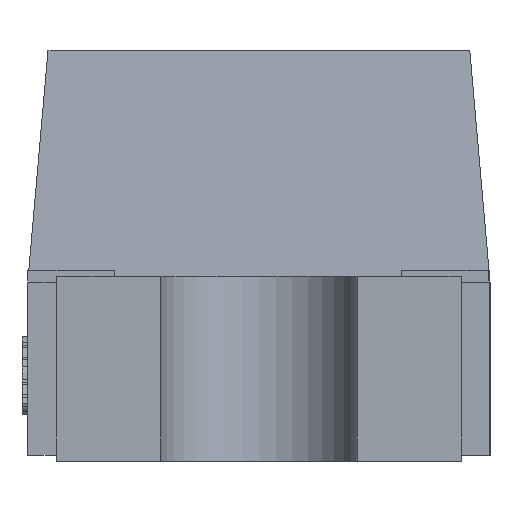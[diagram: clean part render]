
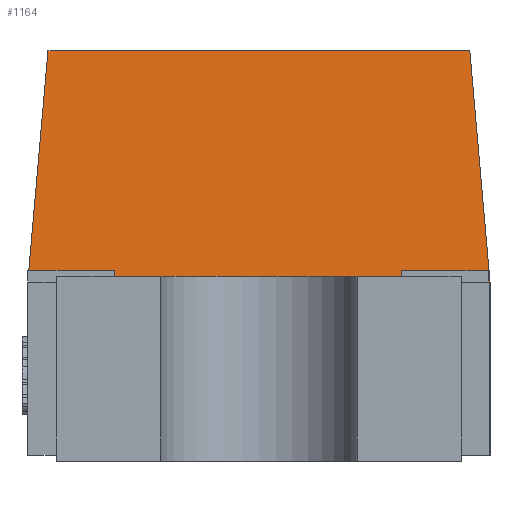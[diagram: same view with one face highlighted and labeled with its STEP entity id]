
A CAD part, left-side view. The second image highlights one B-rep face of the part: STEP entity #1164.
In plain terms, the highlighted planar face has unit normal (-0.996, 0, 0.087).
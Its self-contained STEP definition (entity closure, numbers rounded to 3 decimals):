
#211 = FACE_OUTER_BOUND ( 'NONE', #9932, .T. ) ;
#336 = CARTESIAN_POINT ( 'NONE',  ( -0.55, 0.4, 0.3 ) ) ;
#428 = CARTESIAN_POINT ( 'NONE',  ( -0.515, -0.365, 0.7 ) ) ;
#719 = CARTESIAN_POINT ( 'NONE',  ( -0.515, 0.365, 0.7 ) ) ;
#839 = DIRECTION ( 'NONE',  ( 0., -1., 0. ) ) ;
#875 = EDGE_CURVE ( 'NONE', #6479, #11864, #15145, .T. ) ;
#1164 = ADVANCED_FACE ( 'NONE', ( #211 ), #2024, .T. ) ;
#2024 = PLANE ( 'NONE',  #11467 ) ;
#2863 = DIRECTION ( 'NONE',  ( -0.087, 0.087, -0.992 ) ) ;
#3028 = CARTESIAN_POINT ( 'NONE',  ( -0.55, -0.4, 0.3 ) ) ;
#3363 = DIRECTION ( 'NONE',  ( 0.087, 0., 0.996 ) ) ;
#4317 = CARTESIAN_POINT ( 'NONE',  ( -0.515, 0.4, 0.7 ) ) ;
#4532 = DIRECTION ( 'NONE',  ( 0., -1., 0. ) ) ;
#4636 = DIRECTION ( 'NONE',  ( -0.996, 0., 0.087 ) ) ;
#4821 = ORIENTED_EDGE ( 'NONE', *, *, #8445, .F. ) ;
#4828 = EDGE_CURVE ( 'NONE', #7653, #6422, #13651, .T. ) ;
#5567 = DIRECTION ( 'NONE',  ( -0.087, -0.087, -0.992 ) ) ;
#6320 = LINE ( 'NONE', #336, #7628 ) ;
#6422 = VERTEX_POINT ( 'NONE', #428 ) ;
#6479 = VERTEX_POINT ( 'NONE', #11547 ) ;
#7628 = VECTOR ( 'NONE', #2863, 1000. ) ;
#7653 = VERTEX_POINT ( 'NONE', #719 ) ;
#8279 = ORIENTED_EDGE ( 'NONE', *, *, #9195, .T. ) ;
#8445 = EDGE_CURVE ( 'NONE', #6422, #11864, #13867, .T. ) ;
#8580 = VECTOR ( 'NONE', #839, 1000. ) ;
#8947 = VECTOR ( 'NONE', #5567, 1000. ) ;
#9144 = CARTESIAN_POINT ( 'NONE',  ( -0.55, 0.4, 0.3 ) ) ;
#9195 = EDGE_CURVE ( 'NONE', #7653, #6479, #6320, .T. ) ;
#9932 = EDGE_LOOP ( 'NONE', ( #14452, #4821, #14460, #8279 ) ) ;
#11467 = AXIS2_PLACEMENT_3D ( 'NONE', #9144, #4636, #3363 ) ;
#11547 = CARTESIAN_POINT ( 'NONE',  ( -0.55, 0.4, 0.3 ) ) ;
#11773 = CARTESIAN_POINT ( 'NONE',  ( -0.55, -0.4, 0.3 ) ) ;
#11864 = VERTEX_POINT ( 'NONE', #11773 ) ;
#13651 = LINE ( 'NONE', #4317, #8580 ) ;
#13867 = LINE ( 'NONE', #3028, #8947 ) ;
#14013 = CARTESIAN_POINT ( 'NONE',  ( -0.55, 0.4, 0.3 ) ) ;
#14452 = ORIENTED_EDGE ( 'NONE', *, *, #875, .T. ) ;
#14460 = ORIENTED_EDGE ( 'NONE', *, *, #4828, .F. ) ;
#14543 = VECTOR ( 'NONE', #4532, 1000. ) ;
#15145 = LINE ( 'NONE', #14013, #14543 ) ;
